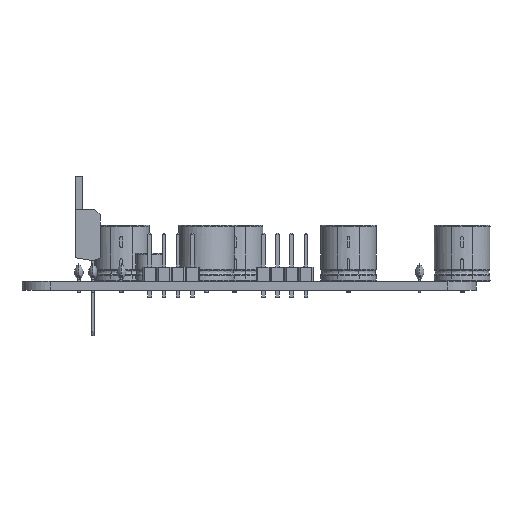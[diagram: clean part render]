
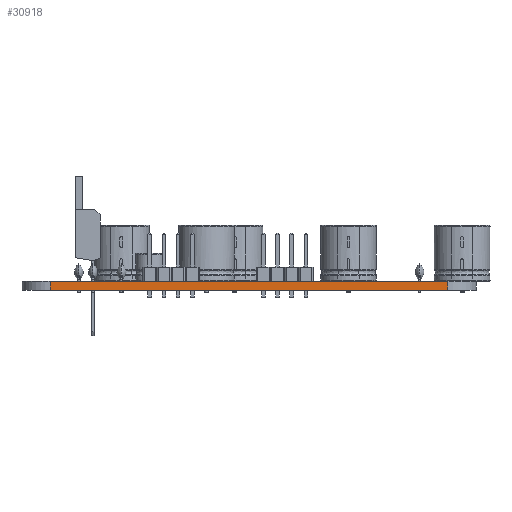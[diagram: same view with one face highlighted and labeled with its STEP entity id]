
A CAD part, left-side view. The second image highlights one B-rep face of the part: STEP entity #30918.
In plain terms, the highlighted planar face has unit normal (-1, 0, 0).
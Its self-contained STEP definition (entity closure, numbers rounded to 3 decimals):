
#20869 = PLANE('',#20870);
#20870 = AXIS2_PLACEMENT_3D('',#20871,#20872,#20873);
#20871 = CARTESIAN_POINT('',(168.91,-99.06,1.6));
#20872 = DIRECTION('',(0.,0.,1.));
#20873 = DIRECTION('',(1.,0.,0.));
#20897 = CYLINDRICAL_SURFACE('',#20898,5.08);
#20898 = AXIS2_PLACEMENT_3D('',#20899,#20900,#20901);
#20899 = CARTESIAN_POINT('',(124.46,-63.5,0.));
#20900 = DIRECTION('',(0.,0.,-1.));
#20901 = DIRECTION('',(1.,0.,0.));
#20923 = PLANE('',#20924);
#20924 = AXIS2_PLACEMENT_3D('',#20925,#20926,#20927);
#20925 = CARTESIAN_POINT('',(168.91,-99.06,0.));
#20926 = DIRECTION('',(0.,0.,1.));
#20927 = DIRECTION('',(1.,0.,0.));
#21018 = VERTEX_POINT('',#21019);
#21019 = CARTESIAN_POINT('',(119.38,-63.5,1.6));
#21041 = EDGE_CURVE('',#21042,#21018,#21044,.T.);
#21042 = VERTEX_POINT('',#21043);
#21043 = CARTESIAN_POINT('',(119.38,-63.5,0.));
#21044 = SURFACE_CURVE('',#21045,(#21049,#21056),.PCURVE_S1.);
#21045 = LINE('',#21046,#21047);
#21046 = CARTESIAN_POINT('',(119.38,-63.5,0.));
#21047 = VECTOR('',#21048,1.);
#21048 = DIRECTION('',(0.,0.,1.));
#21049 = PCURVE('',#20897,#21050);
#21050 = DEFINITIONAL_REPRESENTATION('',(#21051),#21055);
#21051 = LINE('',#21052,#21053);
#21052 = CARTESIAN_POINT('',(-3.142,0.));
#21053 = VECTOR('',#21054,1.);
#21054 = DIRECTION('',(0.,-1.));
#21055 = ( GEOMETRIC_REPRESENTATION_CONTEXT(2) 
PARAMETRIC_REPRESENTATION_CONTEXT() REPRESENTATION_CONTEXT('2D SPACE',''
  ) );
#21056 = PCURVE('',#21057,#21062);
#21057 = PLANE('',#21058);
#21058 = AXIS2_PLACEMENT_3D('',#21059,#21060,#21061);
#21059 = CARTESIAN_POINT('',(119.38,-63.5,0.));
#21060 = DIRECTION('',(1.,0.,0.));
#21061 = DIRECTION('',(0.,-1.,0.));
#21062 = DEFINITIONAL_REPRESENTATION('',(#21063),#21067);
#21063 = LINE('',#21064,#21065);
#21064 = CARTESIAN_POINT('',(0.,0.));
#21065 = VECTOR('',#21066,1.);
#21066 = DIRECTION('',(0.,-1.));
#21067 = ( GEOMETRIC_REPRESENTATION_CONTEXT(2) 
PARAMETRIC_REPRESENTATION_CONTEXT() REPRESENTATION_CONTEXT('2D SPACE',''
  ) );
#21096 = EDGE_CURVE('',#21042,#21097,#21099,.T.);
#21097 = VERTEX_POINT('',#21098);
#21098 = CARTESIAN_POINT('',(119.38,-134.62,0.));
#21099 = SURFACE_CURVE('',#21100,(#21104,#21111),.PCURVE_S1.);
#21100 = LINE('',#21101,#21102);
#21101 = CARTESIAN_POINT('',(119.38,-63.5,0.));
#21102 = VECTOR('',#21103,1.);
#21103 = DIRECTION('',(0.,-1.,0.));
#21104 = PCURVE('',#20923,#21105);
#21105 = DEFINITIONAL_REPRESENTATION('',(#21106),#21110);
#21106 = LINE('',#21107,#21108);
#21107 = CARTESIAN_POINT('',(-49.53,35.56));
#21108 = VECTOR('',#21109,1.);
#21109 = DIRECTION('',(0.,-1.));
#21110 = ( GEOMETRIC_REPRESENTATION_CONTEXT(2) 
PARAMETRIC_REPRESENTATION_CONTEXT() REPRESENTATION_CONTEXT('2D SPACE',''
  ) );
#21111 = PCURVE('',#21057,#21112);
#21112 = DEFINITIONAL_REPRESENTATION('',(#21113),#21117);
#21113 = LINE('',#21114,#21115);
#21114 = CARTESIAN_POINT('',(0.,0.));
#21115 = VECTOR('',#21116,1.);
#21116 = DIRECTION('',(1.,0.));
#21117 = ( GEOMETRIC_REPRESENTATION_CONTEXT(2) 
PARAMETRIC_REPRESENTATION_CONTEXT() REPRESENTATION_CONTEXT('2D SPACE',''
  ) );
#21136 = CYLINDRICAL_SURFACE('',#21137,5.08);
#21137 = AXIS2_PLACEMENT_3D('',#21138,#21139,#21140);
#21138 = CARTESIAN_POINT('',(124.46,-134.62,0.));
#21139 = DIRECTION('',(0.,0.,-1.));
#21140 = DIRECTION('',(1.,0.,0.));
#26424 = EDGE_CURVE('',#21018,#26425,#26427,.T.);
#26425 = VERTEX_POINT('',#26426);
#26426 = CARTESIAN_POINT('',(119.38,-134.62,1.6));
#26427 = SURFACE_CURVE('',#26428,(#26432,#26439),.PCURVE_S1.);
#26428 = LINE('',#26429,#26430);
#26429 = CARTESIAN_POINT('',(119.38,-63.5,1.6));
#26430 = VECTOR('',#26431,1.);
#26431 = DIRECTION('',(0.,-1.,0.));
#26432 = PCURVE('',#20869,#26433);
#26433 = DEFINITIONAL_REPRESENTATION('',(#26434),#26438);
#26434 = LINE('',#26435,#26436);
#26435 = CARTESIAN_POINT('',(-49.53,35.56));
#26436 = VECTOR('',#26437,1.);
#26437 = DIRECTION('',(0.,-1.));
#26438 = ( GEOMETRIC_REPRESENTATION_CONTEXT(2) 
PARAMETRIC_REPRESENTATION_CONTEXT() REPRESENTATION_CONTEXT('2D SPACE',''
  ) );
#26439 = PCURVE('',#21057,#26440);
#26440 = DEFINITIONAL_REPRESENTATION('',(#26441),#26445);
#26441 = LINE('',#26442,#26443);
#26442 = CARTESIAN_POINT('',(0.,-1.6));
#26443 = VECTOR('',#26444,1.);
#26444 = DIRECTION('',(1.,0.));
#26445 = ( GEOMETRIC_REPRESENTATION_CONTEXT(2) 
PARAMETRIC_REPRESENTATION_CONTEXT() REPRESENTATION_CONTEXT('2D SPACE',''
  ) );
#30918 = ADVANCED_FACE('',(#30919),#21057,.F.);
#30919 = FACE_BOUND('',#30920,.F.);
#30920 = EDGE_LOOP('',(#30921,#30922,#30923,#30944));
#30921 = ORIENTED_EDGE('',*,*,#21041,.T.);
#30922 = ORIENTED_EDGE('',*,*,#26424,.T.);
#30923 = ORIENTED_EDGE('',*,*,#30924,.F.);
#30924 = EDGE_CURVE('',#21097,#26425,#30925,.T.);
#30925 = SURFACE_CURVE('',#30926,(#30930,#30937),.PCURVE_S1.);
#30926 = LINE('',#30927,#30928);
#30927 = CARTESIAN_POINT('',(119.38,-134.62,0.));
#30928 = VECTOR('',#30929,1.);
#30929 = DIRECTION('',(0.,0.,1.));
#30930 = PCURVE('',#21057,#30931);
#30931 = DEFINITIONAL_REPRESENTATION('',(#30932),#30936);
#30932 = LINE('',#30933,#30934);
#30933 = CARTESIAN_POINT('',(71.12,0.));
#30934 = VECTOR('',#30935,1.);
#30935 = DIRECTION('',(0.,-1.));
#30936 = ( GEOMETRIC_REPRESENTATION_CONTEXT(2) 
PARAMETRIC_REPRESENTATION_CONTEXT() REPRESENTATION_CONTEXT('2D SPACE',''
  ) );
#30937 = PCURVE('',#21136,#30938);
#30938 = DEFINITIONAL_REPRESENTATION('',(#30939),#30943);
#30939 = LINE('',#30940,#30941);
#30940 = CARTESIAN_POINT('',(-3.142,0.));
#30941 = VECTOR('',#30942,1.);
#30942 = DIRECTION('',(0.,-1.));
#30943 = ( GEOMETRIC_REPRESENTATION_CONTEXT(2) 
PARAMETRIC_REPRESENTATION_CONTEXT() REPRESENTATION_CONTEXT('2D SPACE',''
  ) );
#30944 = ORIENTED_EDGE('',*,*,#21096,.F.);
